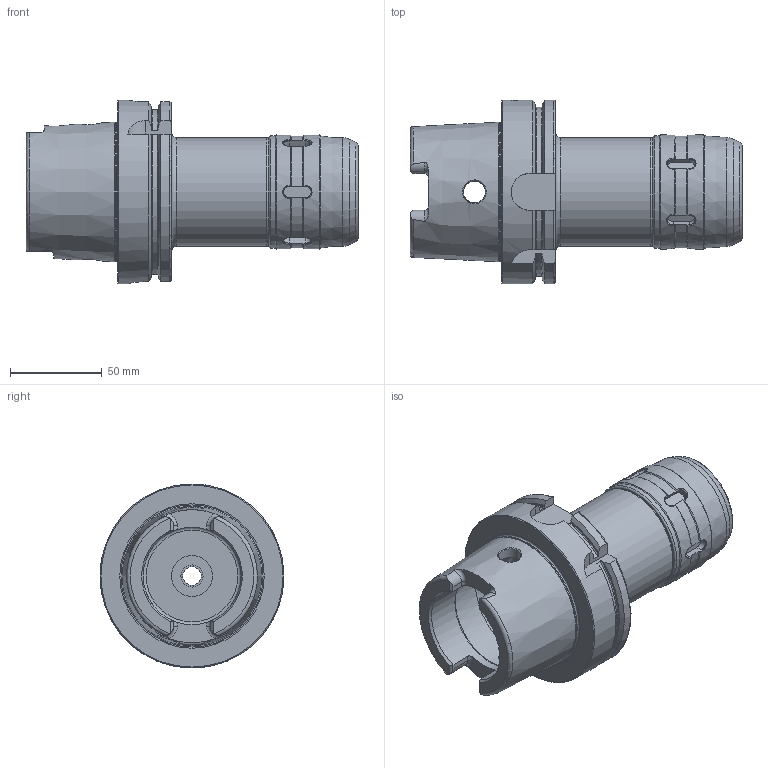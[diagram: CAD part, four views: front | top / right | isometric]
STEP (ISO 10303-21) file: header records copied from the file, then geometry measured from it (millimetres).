
FILE_DESCRIPTION(/* description */ (''),/* implementation_level */ '2;1');
FILE_NAME(/* name */ 'LR022.stp',/* time_stamp */ '2021-04-13T14:10:16+09:00',/* author */ ('eos'),/* organization */ (''),/* preprocessor_version */ 'ST-DEVELOPER v18.1',/* originating_system */ 'Autodesk Inventor 2020',/* authorisation */ '');
FILE_SCHEMA (('AUTOMOTIVE_DESIGN { 1 0 10303 214 3 1 1 }'));
Length unit declared in the file: millimetre
Products named in the file (3): HSK100A-C25.4-130HS; HSK63A; C32-CAP
Assembly tree (2 placements, depth 2):
  HSK100A-C25.4-130HS
    HSK63A
    C32-CAP
Bounding box: 180.5 x 100 x 100 mm (x, y, z)
Volume: 479044.5 mm3; surface area: 91730.6 mm2
Topology: 2 solids, 2 shells, 231 faces, 653 edges, 440 vertices
Faces by surface type: plane 91, cylinder 63, cone 33, torus 30, bspline 14
Full cylindrical faces by diameter (mm): 10 x2, 12 x3, 22.376 x1, 25 x1, 25.4 x1, 26 x1, 31.6 x1, 35.2 x1, 44.5 x3, 46.45 x2, 53 x2, 59 x1, 61 x1, 62 x2, 63 x1, 75.415 x1, 100 x1
Entity records: 9298 total; most frequent: CARTESIAN_POINT 3249, ORIENTED_EDGE 1310, DIRECTION 1229, EDGE_CURVE 655, AXIS2_PLACEMENT_3D 494, VERTEX_POINT 442, CIRCLE 264, EDGE_LOOP 253
